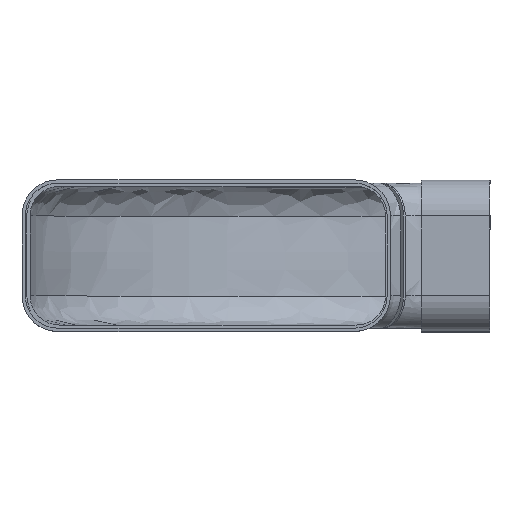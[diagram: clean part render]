
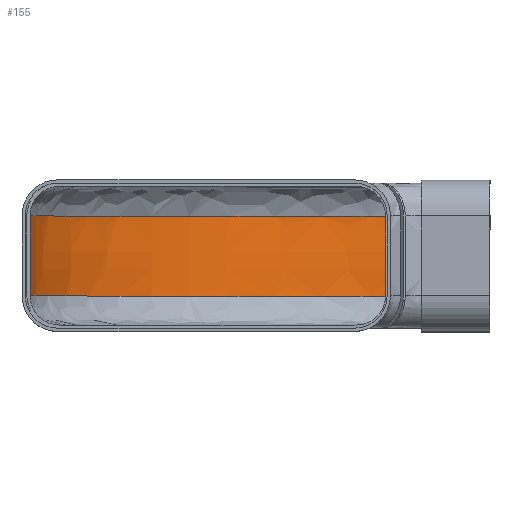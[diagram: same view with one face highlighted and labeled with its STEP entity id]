
A CAD part, top view. The second image highlights one B-rep face of the part: STEP entity #155.
In plain terms, the highlighted face is a extrusion surface.
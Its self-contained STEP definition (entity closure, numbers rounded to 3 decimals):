
#155=ADVANCED_FACE('',(#467),#468,.F.);
#467=FACE_OUTER_BOUND('',#5237,.T.);
#468=SURFACE_OF_LINEAR_EXTRUSION('',#5238,#5239);
#5237=EDGE_LOOP('',(#14662,#14663,#14664,#14665));
#5238=B_SPLINE_CURVE_WITH_KNOTS('',3,(#14666,#14667,#14668,#14669,#14670,#14671,#14672,#14673,#14674,#14675,#14676,#14677),.UNSPECIFIED.,.F.,.F.,(4,1,1,1,1,1,1,1,1,4),(-373.039,-370.081,-359.502,-350.716,-325.12,-244.363,-186.26,-100.129,-2.952,-0.0),.UNSPECIFIED.);
#5239=VECTOR('',#14678,1.0);
#14662=ORIENTED_EDGE('',*,*,#16160,.F.);
#14663=ORIENTED_EDGE('',*,*,#16143,.T.);
#14664=ORIENTED_EDGE('',*,*,#15957,.T.);
#14665=ORIENTED_EDGE('',*,*,#16159,.F.);
#14666=CARTESIAN_POINT('',(1.996,-24.5,-239.893));
#14667=CARTESIAN_POINT('',(1.014,-24.5,-240.01));
#14668=CARTESIAN_POINT('',(-3.477,-24.5,-240.544));
#14669=CARTESIAN_POINT('',(-10.897,-24.5,-239.157));
#14670=CARTESIAN_POINT('',(-25.755,-24.5,-237.488));
#14671=CARTESIAN_POINT('',(-63.433,-24.5,-229.677));
#14672=CARTESIAN_POINT('',(-114.824,-24.5,-207.922));
#14673=CARTESIAN_POINT('',(-173.874,-24.5,-160.748));
#14674=CARTESIAN_POINT('',(-221.336,-24.5,-93.995));
#14675=CARTESIAN_POINT('',(-238.084,-24.5,-32.302));
#14676=CARTESIAN_POINT('',(-240.049,-24.5,1.013));
#14677=CARTESIAN_POINT('',(-240.107,-24.5,1.996));
#14678=DIRECTION('',(0.,1.0,0.));
#15957=EDGE_CURVE('',#16677,#16675,#16678,.T.);
#16143=EDGE_CURVE('',#16994,#16677,#16997,.T.);
#16159=EDGE_CURVE('',#17019,#16675,#17021,.T.);
#16160=EDGE_CURVE('',#16994,#17019,#17022,.T.);
#16675=VERTEX_POINT('',#17950);
#16677=VERTEX_POINT('',#17965);
#16678=LINE('',#17966,#17967);
#16994=VERTEX_POINT('',#19462);
#16997=B_SPLINE_CURVE_WITH_KNOTS('',3,(#19509,#19510,#19511,#19512,#19513,#19514,#19515,#19516,#19517,#19518,#19519,#19520,#19521,#19522,#19523,#19524,#19525,#19526,#19527,#19528,#19529,#19530,#19531,#19532,#19533,#19534,#19535,#19536,#19537,#19538,#19539,#19540,#19541,#19542,#19543,#19544,#19545,#19546,#19547,#19548,#19549,#19550,#19551,#19552),.UNSPECIFIED.,.F.,.F.,(4,2,2,2,2,2,2,2,2,2,2,2,2,2,2,2,2,2,2,2,2,4),(0.0,0.012,0.046,0.072,0.126,0.172,0.243,0.268,0.305,0.404,0.5,0.58,0.655,0.72,0.864,0.903,0.94,0.964,0.982,0.991,0.996,1.0),.UNSPECIFIED.);
#17019=VERTEX_POINT('',#19864);
#17021=B_SPLINE_CURVE_WITH_KNOTS('',3,(#19879,#19880,#19881,#19882,#19883,#19884,#19885,#19886,#19887,#19888,#19889,#19890,#19891,#19892,#19893,#19894,#19895,#19896,#19897,#19898,#19899,#19900,#19901,#19902,#19903,#19904,#19905,#19906,#19907,#19908,#19909,#19910,#19911,#19912,#19913,#19914,#19915,#19916,#19917,#19918,#19919,#19920,#19921,#19922),.UNSPECIFIED.,.F.,.F.,(4,2,2,2,2,2,2,2,2,2,2,2,2,2,2,2,2,2,2,2,2,4),(0.0,0.012,0.046,0.072,0.126,0.172,0.243,0.268,0.305,0.404,0.5,0.58,0.655,0.72,0.864,0.903,0.94,0.964,0.982,0.991,0.996,1.0),.UNSPECIFIED.);
#17022=LINE('',#19923,#19924);
#17950=CARTESIAN_POINT('',(1.996,24.5,-239.893));
#17965=CARTESIAN_POINT('',(1.996,-24.5,-239.893));
#17966=CARTESIAN_POINT('',(1.996,-24.5,-239.893));
#17967=VECTOR('',#22515,1.0);
#19462=CARTESIAN_POINT('',(-240.107,-24.5,1.996));
#19509=CARTESIAN_POINT('',(-240.107,-24.5,1.996));
#19510=CARTESIAN_POINT('',(-240.021,-24.5,0.548));
#19511=CARTESIAN_POINT('',(-239.935,-24.5,-0.899));
#19512=CARTESIAN_POINT('',(-239.533,-24.5,-6.549));
#19513=CARTESIAN_POINT('',(-239.122,-24.5,-10.749));
#19514=CARTESIAN_POINT('',(-238.194,-24.5,-18.229));
#19515=CARTESIAN_POINT('',(-237.719,-24.5,-21.513));
#19516=CARTESIAN_POINT('',(-236.076,-24.5,-31.448));
#19517=CARTESIAN_POINT('',(-234.701,-24.5,-38.073));
#19518=CARTESIAN_POINT('',(-231.674,-24.5,-50.212));
#19519=CARTESIAN_POINT('',(-230.094,-24.5,-55.744));
#19520=CARTESIAN_POINT('',(-225.596,-24.5,-69.709));
#19521=CARTESIAN_POINT('',(-222.42,-24.5,-78.063));
#19522=CARTESIAN_POINT('',(-217.552,-24.5,-89.121));
#19523=CARTESIAN_POINT('',(-216.225,-24.5,-91.992));
#19524=CARTESIAN_POINT('',(-212.821,-24.5,-99.016));
#19525=CARTESIAN_POINT('',(-210.684,-24.5,-103.138));
#19526=CARTESIAN_POINT('',(-202.459,-24.5,-118.018));
#19527=CARTESIAN_POINT('',(-195.715,-24.5,-128.396));
#19528=CARTESIAN_POINT('',(-181.104,-24.5,-147.738));
#19529=CARTESIAN_POINT('',(-173.283,-24.5,-156.739));
#19530=CARTESIAN_POINT('',(-157.811,-24.5,-172.239));
#19531=CARTESIAN_POINT('',(-150.327,-24.5,-178.91));
#19532=CARTESIAN_POINT('',(-135.143,-24.5,-190.924));
#19533=CARTESIAN_POINT('',(-127.49,-24.5,-196.326));
#19534=CARTESIAN_POINT('',(-112.707,-24.5,-205.574));
#19535=CARTESIAN_POINT('',(-105.65,-24.5,-209.532));
#19536=CARTESIAN_POINT('',(-82.315,-24.5,-221.232));
#19537=CARTESIAN_POINT('',(-65.355,-24.5,-227.65));
#19538=CARTESIAN_POINT('',(-43.337,-24.5,-233.562));
#19539=CARTESIAN_POINT('',(-38.673,-24.5,-234.686));
#19540=CARTESIAN_POINT('',(-29.409,-24.5,-236.608));
#19541=CARTESIAN_POINT('',(-24.81,-24.5,-237.414));
#19542=CARTESIAN_POINT('',(-17.297,-24.5,-238.439));
#19543=CARTESIAN_POINT('',(-14.393,-24.5,-238.765));
#19544=CARTESIAN_POINT('',(-9.212,-24.5,-239.522));
#19545=CARTESIAN_POINT('',(-6.937,-24.5,-239.915));
#19546=CARTESIAN_POINT('',(-3.538,-24.5,-240.193));
#19547=CARTESIAN_POINT('',(-2.414,-24.5,-240.234));
#19548=CARTESIAN_POINT('',(-0.737,-24.5,-240.172));
#19549=CARTESIAN_POINT('',(-0.182,-24.5,-240.13));
#19550=CARTESIAN_POINT('',(0.914,-24.5,-240.022));
#19551=CARTESIAN_POINT('',(1.455,-24.5,-239.958));
#19552=CARTESIAN_POINT('',(1.996,-24.5,-239.893));
#19864=CARTESIAN_POINT('',(-240.107,24.5,1.996));
#19879=CARTESIAN_POINT('',(-240.107,24.5,1.996));
#19880=CARTESIAN_POINT('',(-240.021,24.5,0.548));
#19881=CARTESIAN_POINT('',(-239.935,24.5,-0.899));
#19882=CARTESIAN_POINT('',(-239.533,24.5,-6.549));
#19883=CARTESIAN_POINT('',(-239.122,24.5,-10.749));
#19884=CARTESIAN_POINT('',(-238.194,24.5,-18.229));
#19885=CARTESIAN_POINT('',(-237.719,24.5,-21.513));
#19886=CARTESIAN_POINT('',(-236.076,24.5,-31.448));
#19887=CARTESIAN_POINT('',(-234.701,24.5,-38.073));
#19888=CARTESIAN_POINT('',(-231.674,24.5,-50.212));
#19889=CARTESIAN_POINT('',(-230.094,24.5,-55.744));
#19890=CARTESIAN_POINT('',(-225.596,24.5,-69.709));
#19891=CARTESIAN_POINT('',(-222.42,24.5,-78.063));
#19892=CARTESIAN_POINT('',(-217.552,24.5,-89.121));
#19893=CARTESIAN_POINT('',(-216.225,24.5,-91.992));
#19894=CARTESIAN_POINT('',(-212.821,24.5,-99.016));
#19895=CARTESIAN_POINT('',(-210.684,24.5,-103.138));
#19896=CARTESIAN_POINT('',(-202.459,24.5,-118.018));
#19897=CARTESIAN_POINT('',(-195.715,24.5,-128.396));
#19898=CARTESIAN_POINT('',(-181.104,24.5,-147.738));
#19899=CARTESIAN_POINT('',(-173.283,24.5,-156.739));
#19900=CARTESIAN_POINT('',(-157.811,24.5,-172.239));
#19901=CARTESIAN_POINT('',(-150.327,24.5,-178.91));
#19902=CARTESIAN_POINT('',(-135.143,24.5,-190.924));
#19903=CARTESIAN_POINT('',(-127.49,24.5,-196.326));
#19904=CARTESIAN_POINT('',(-112.707,24.5,-205.574));
#19905=CARTESIAN_POINT('',(-105.65,24.5,-209.532));
#19906=CARTESIAN_POINT('',(-82.315,24.5,-221.232));
#19907=CARTESIAN_POINT('',(-65.355,24.5,-227.65));
#19908=CARTESIAN_POINT('',(-43.337,24.5,-233.562));
#19909=CARTESIAN_POINT('',(-38.673,24.5,-234.686));
#19910=CARTESIAN_POINT('',(-29.409,24.5,-236.608));
#19911=CARTESIAN_POINT('',(-24.81,24.5,-237.414));
#19912=CARTESIAN_POINT('',(-17.297,24.5,-238.439));
#19913=CARTESIAN_POINT('',(-14.393,24.5,-238.765));
#19914=CARTESIAN_POINT('',(-9.212,24.5,-239.522));
#19915=CARTESIAN_POINT('',(-6.937,24.5,-239.915));
#19916=CARTESIAN_POINT('',(-3.538,24.5,-240.193));
#19917=CARTESIAN_POINT('',(-2.414,24.5,-240.234));
#19918=CARTESIAN_POINT('',(-0.737,24.5,-240.172));
#19919=CARTESIAN_POINT('',(-0.182,24.5,-240.13));
#19920=CARTESIAN_POINT('',(0.914,24.5,-240.022));
#19921=CARTESIAN_POINT('',(1.455,24.5,-239.958));
#19922=CARTESIAN_POINT('',(1.996,24.5,-239.893));
#19923=CARTESIAN_POINT('',(-240.107,-24.5,1.996));
#19924=VECTOR('',#22722,1.0);
#22515=DIRECTION('',(0.,1.0,0.));
#22722=DIRECTION('',(0.,1.0,0.));
